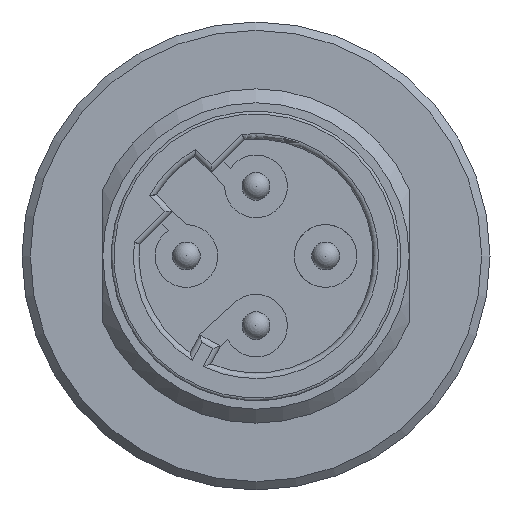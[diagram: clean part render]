
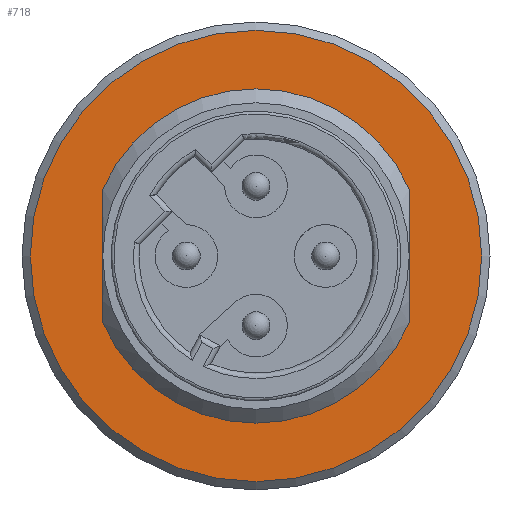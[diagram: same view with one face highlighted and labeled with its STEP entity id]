
A CAD part, left-side view. The second image highlights one B-rep face of the part: STEP entity #718.
In plain terms, the highlighted planar face has unit normal (-1, 0, 0).
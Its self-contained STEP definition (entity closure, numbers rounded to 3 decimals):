
#328=FACE_BOUND('',#1866,.T.);
#329=FACE_BOUND('',#1867,.T.);
#718=ADVANCED_FACE('',(#328,#329),#1034,.F.);
#1034=PLANE('',#8263);
#1866=EDGE_LOOP('',(#4132,#4133,#4134,#4135));
#1867=EDGE_LOOP('',(#4136));
#2237=CIRCLE('',#8260,6.);
#2238=CIRCLE('',#8261,6.);
#2239=CIRCLE('',#8262,8.1);
#4132=ORIENTED_EDGE('',*,*,#6086,.F.);
#4133=ORIENTED_EDGE('',*,*,#6087,.F.);
#4134=ORIENTED_EDGE('',*,*,#6088,.F.);
#4135=ORIENTED_EDGE('',*,*,#6089,.F.);
#4136=ORIENTED_EDGE('',*,*,#6090,.F.);
#5060=VERTEX_POINT('',#13815);
#5061=VERTEX_POINT('',#13816);
#5062=VERTEX_POINT('',#13818);
#5063=VERTEX_POINT('',#13820);
#5064=VERTEX_POINT('',#13823);
#6086=EDGE_CURVE('',#5060,#5061,#2237,.T.);
#6087=EDGE_CURVE('',#5062,#5060,#6824,.T.);
#6088=EDGE_CURVE('',#5063,#5062,#2238,.T.);
#6089=EDGE_CURVE('',#5061,#5063,#6825,.T.);
#6090=EDGE_CURVE('',#5064,#5064,#2239,.T.);
#6824=LINE('',#13817,#7531);
#6825=LINE('',#13821,#7532);
#7531=VECTOR('',#10274,1.);
#7532=VECTOR('',#10277,1.);
#8260=AXIS2_PLACEMENT_3D('',#13814,#10272,#10273);
#8261=AXIS2_PLACEMENT_3D('',#13819,#10275,#10276);
#8262=AXIS2_PLACEMENT_3D('',#13822,#10278,#10279);
#8263=AXIS2_PLACEMENT_3D('',#13824,#10280,#10281);
#10272=DIRECTION('',(-1.,0.,0.));
#10273=DIRECTION('',(0.,0.,-1.));
#10274=DIRECTION('',(0.,0.,1.));
#10275=DIRECTION('',(-1.,0.,0.));
#10276=DIRECTION('',(0.,0.,-1.));
#10277=DIRECTION('',(0.,0.,-1.));
#10278=DIRECTION('',(1.,0.,0.));
#10279=DIRECTION('',(0.,0.,1.));
#10280=DIRECTION('',(1.,0.,0.));
#10281=DIRECTION('',(0.,0.,1.));
#13814=CARTESIAN_POINT('',(-6.15,0.,0.));
#13815=CARTESIAN_POINT('',(-6.15,-5.5,2.398));
#13816=CARTESIAN_POINT('',(-6.15,5.5,2.398));
#13817=CARTESIAN_POINT('',(-6.15,-5.5,-2.398));
#13818=CARTESIAN_POINT('',(-6.15,-5.5,-2.398));
#13819=CARTESIAN_POINT('',(-6.15,0.,0.));
#13820=CARTESIAN_POINT('',(-6.15,5.5,-2.398));
#13821=CARTESIAN_POINT('',(-6.15,5.5,2.398));
#13822=CARTESIAN_POINT('',(-6.15,0.,0.));
#13823=CARTESIAN_POINT('',(-6.15,0.,8.1));
#13824=CARTESIAN_POINT('',(-6.15,0.,0.));
